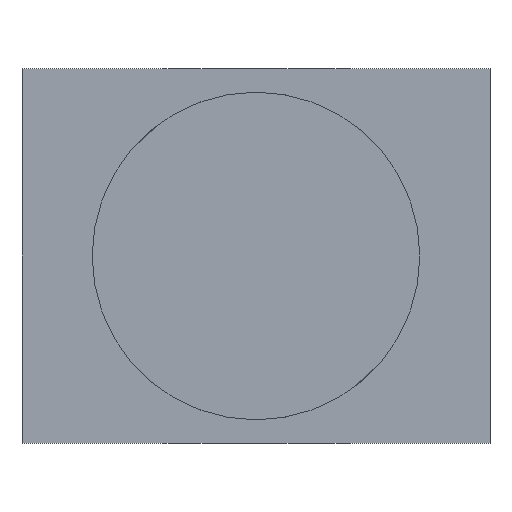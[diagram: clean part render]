
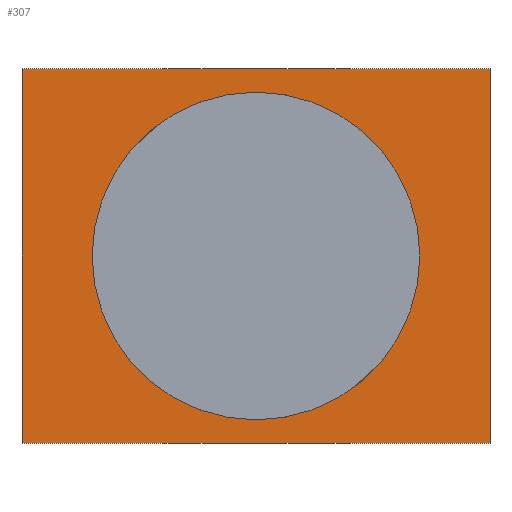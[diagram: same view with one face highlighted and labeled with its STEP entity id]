
A CAD part, front view. The second image highlights one B-rep face of the part: STEP entity #307.
In plain terms, the highlighted planar face has unit normal (0, -1, 0).
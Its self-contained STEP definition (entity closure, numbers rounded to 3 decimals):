
#30=FACE_BOUND('',#79,.T.);
#38=CIRCLE('',#352,8.75);
#54=FACE_OUTER_BOUND('',#78,.T.);
#78=EDGE_LOOP('',(#276,#277,#278,#279));
#79=EDGE_LOOP('',(#280));
#85=LINE('',#448,#114);
#92=LINE('',#463,#121);
#101=LINE('',#490,#130);
#108=LINE('',#580,#137);
#114=VECTOR('',#366,10.);
#121=VECTOR('',#377,10.);
#130=VECTOR('',#404,10.);
#137=VECTOR('',#431,10.);
#142=VERTEX_POINT('',#445);
#143=VERTEX_POINT('',#447);
#149=VERTEX_POINT('',#461);
#158=VERTEX_POINT('',#489);
#163=VERTEX_POINT('',#576);
#169=EDGE_CURVE('',#142,#143,#85,.T.);
#177=EDGE_CURVE('',#149,#142,#92,.T.);
#190=EDGE_CURVE('',#143,#158,#101,.T.);
#201=EDGE_CURVE('',#163,#163,#38,.T.);
#202=EDGE_CURVE('',#158,#149,#108,.T.);
#276=ORIENTED_EDGE('',*,*,#169,.F.);
#277=ORIENTED_EDGE('',*,*,#177,.F.);
#278=ORIENTED_EDGE('',*,*,#202,.F.);
#279=ORIENTED_EDGE('',*,*,#190,.F.);
#280=ORIENTED_EDGE('',*,*,#201,.F.);
#291=PLANE('',#354);
#307=ADVANCED_FACE('',(#54,#30),#291,.F.);
#352=AXIS2_PLACEMENT_3D('',#578,#427,#428);
#354=AXIS2_PLACEMENT_3D('',#581,#432,#433);
#366=DIRECTION('',(-1.,0.,0.));
#377=DIRECTION('',(0.,0.,-1.));
#404=DIRECTION('',(0.,0.,1.));
#427=DIRECTION('center_axis',(0.,-1.,0.));
#428=DIRECTION('ref_axis',(1.,0.,0.));
#431=DIRECTION('',(1.,0.,0.));
#432=DIRECTION('center_axis',(0.,1.,0.));
#433=DIRECTION('ref_axis',(0.,0.,1.));
#445=CARTESIAN_POINT('',(12.5,0.,-10.));
#447=CARTESIAN_POINT('',(-12.5,0.,-10.));
#448=CARTESIAN_POINT('',(12.5,0.,-10.));
#461=CARTESIAN_POINT('',(12.5,0.,10.));
#463=CARTESIAN_POINT('',(12.5,0.,10.));
#489=CARTESIAN_POINT('',(-12.5,0.,10.));
#490=CARTESIAN_POINT('',(-12.5,0.,-10.));
#576=CARTESIAN_POINT('',(-8.75,0.,0.));
#578=CARTESIAN_POINT('Origin',(0.,0.,0.));
#580=CARTESIAN_POINT('',(-12.5,0.,10.));
#581=CARTESIAN_POINT('Origin',(0.,0.,0.));
